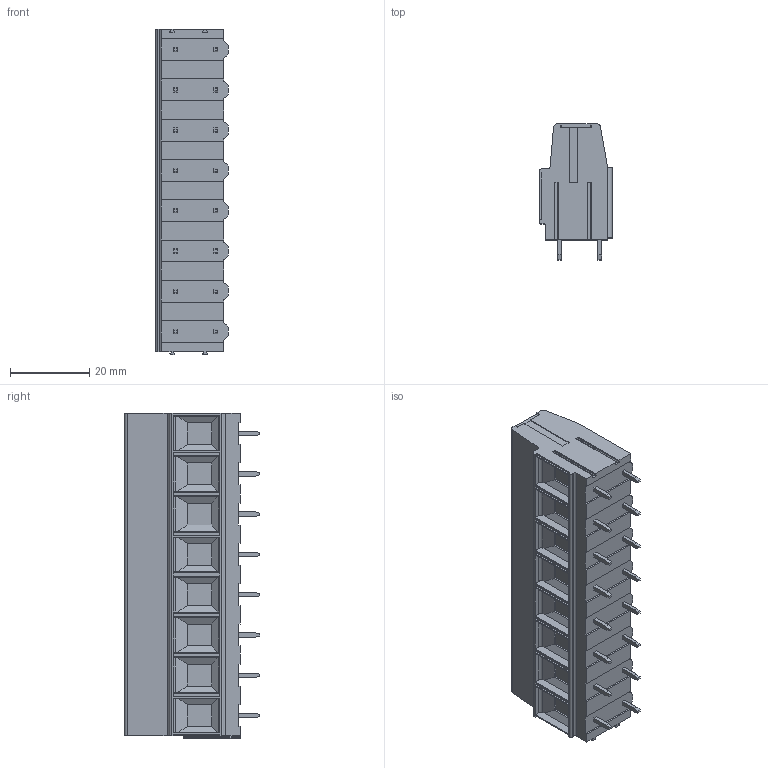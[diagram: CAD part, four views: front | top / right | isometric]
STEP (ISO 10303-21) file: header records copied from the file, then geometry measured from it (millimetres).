
FILE_DESCRIPTION((''),'2;1');
FILE_NAME('TL802','2024-12-06T',('yanfa'),(''),'PRO/ENGINEER BY PARAMETRIC TECHNOLOGY CORPORATION, 2009280','PRO/ENGINEER BY PARAMETRIC TECHNOLOGY CORPORATION, 2009280','');
FILE_SCHEMA(('AUTOMOTIVE_DESIGN_CC2 { 1 2 10303 214 -1 1 5 2 }'));
Length unit declared in the file: millimetre
Products named in the file (1): TL802
Bounding box: 18.4 x 34.3 x 82.03 mm (x, y, z)
Volume: 32755.9 mm3; surface area: 11418.1 mm2
Topology: 1 solids, 1 shells, 728 faces, 1901 edges, 1230 vertices
Faces by surface type: plane 486, cylinder 194, cone 32, torus 16
Entity records: 22402 total; most frequent: CARTESIAN_POINT 4243, ORIENTED_EDGE 3802, DIRECTION 3681, EDGE_CURVE 1901, VECTOR 1417, LINE 1417, VERTEX_POINT 1230, AXIS2_PLACEMENT_3D 1132
